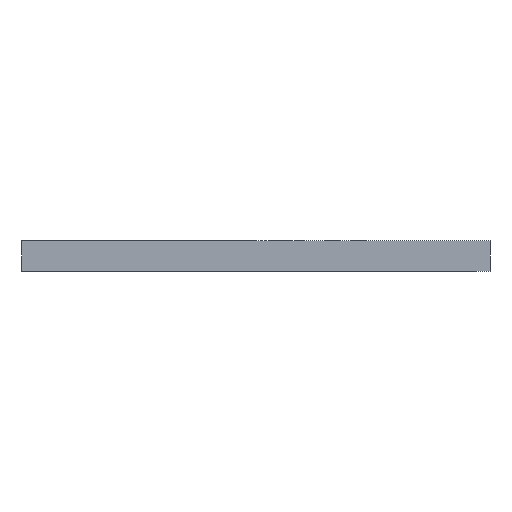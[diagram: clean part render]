
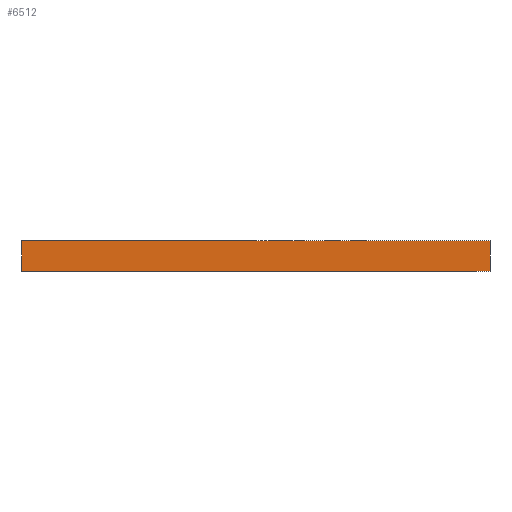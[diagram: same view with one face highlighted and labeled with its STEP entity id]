
A CAD part, left-side view. The second image highlights one B-rep face of the part: STEP entity #6512.
In plain terms, the highlighted planar face has unit normal (-1, 0, 0).
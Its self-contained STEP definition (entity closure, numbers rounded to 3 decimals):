
#864=FACE_OUTER_BOUND('',#1184,.T.);
#1184=EDGE_LOOP('',(#5395,#5396,#5397,#5398));
#1281=LINE('',#9066,#1925);
#1905=LINE('',#10921,#2549);
#1906=LINE('',#10924,#2550);
#1907=LINE('',#10925,#2551);
#1925=VECTOR('',#7168,10.);
#2549=VECTOR('',#9018,10.);
#2550=VECTOR('',#9021,10.);
#2551=VECTOR('',#9022,10.);
#2565=VERTEX_POINT('',#9063);
#2566=VERTEX_POINT('',#9065);
#3184=VERTEX_POINT('',#10919);
#3185=VERTEX_POINT('',#10923);
#3201=EDGE_CURVE('',#2565,#2566,#1281,.T.);
#4129=EDGE_CURVE('',#2565,#3184,#1905,.T.);
#4130=EDGE_CURVE('',#3185,#3184,#1906,.T.);
#4131=EDGE_CURVE('',#2566,#3185,#1907,.T.);
#5395=ORIENTED_EDGE('',*,*,#4129,.T.);
#5396=ORIENTED_EDGE('',*,*,#4130,.F.);
#5397=ORIENTED_EDGE('',*,*,#4131,.F.);
#5398=ORIENTED_EDGE('',*,*,#3201,.F.);
#6193=PLANE('',#7137);
#6512=ADVANCED_FACE('',(#864),#6193,.T.);
#7137=AXIS2_PLACEMENT_3D('',#10922,#9019,#9020);
#7168=DIRECTION('',(0.,1.,0.));
#9018=DIRECTION('',(0.,0.,1.));
#9019=DIRECTION('center_axis',(-1.,0.,0.));
#9020=DIRECTION('ref_axis',(0.,-1.,0.));
#9021=DIRECTION('',(0.,-1.,0.));
#9022=DIRECTION('',(0.,0.,1.));
#9063=CARTESIAN_POINT('',(-1.,-1.,1.01));
#9065=CARTESIAN_POINT('',(-1.,28.,1.01));
#9066=CARTESIAN_POINT('',(-1.,28.,1.01));
#10919=CARTESIAN_POINT('',(-1.,-1.,2.91));
#10921=CARTESIAN_POINT('',(-1.,-1.,2.51));
#10922=CARTESIAN_POINT('Origin',(-1.,28.,2.51));
#10923=CARTESIAN_POINT('',(-1.,28.,2.91));
#10924=CARTESIAN_POINT('',(-1.,28.,2.91));
#10925=CARTESIAN_POINT('',(-1.,28.,2.51));
